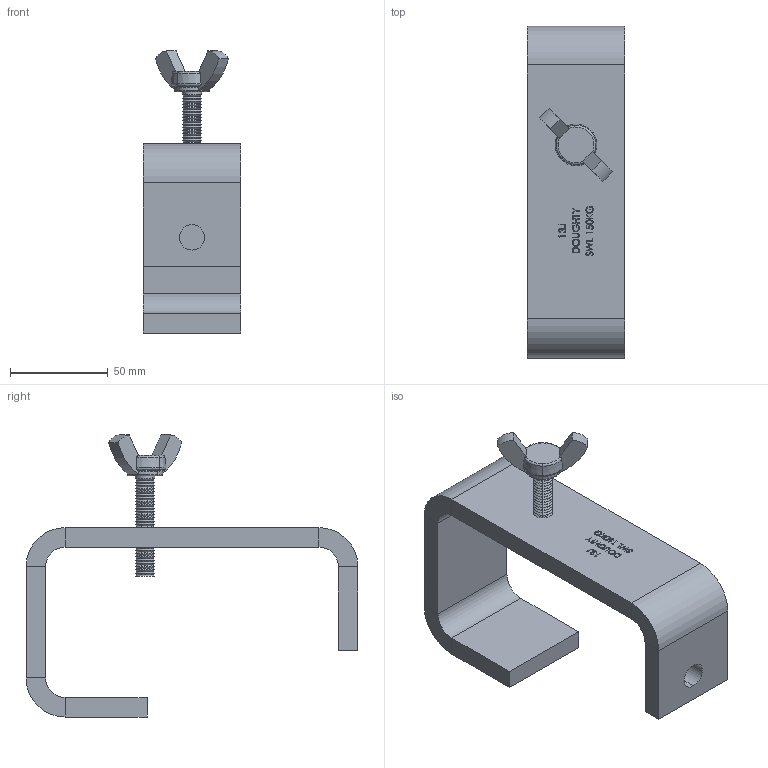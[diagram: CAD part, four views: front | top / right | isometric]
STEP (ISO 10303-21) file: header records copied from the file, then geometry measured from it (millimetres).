
FILE_DESCRIPTION (( 'STEP AP203' ), '1' );
FILE_NAME ('T21810.STEP', '2018-07-16T16:21:34', ( '' ), ( '' ), 'SwSTEP 2.0', 'SolidWorks 2016', '' );
FILE_SCHEMA (( 'CONFIG_CONTROL_DESIGN' ));
Length unit declared in the file: millimetre
Products named in the file (3): F980; TH199_TH1839; T21810
Assembly tree (2 placements, depth 2):
  T21810
    TH199_TH1839
    F980
Bounding box: 50 x 170 x 144.5 mm (x, y, z)
Volume: 178298.9 mm3; surface area: 46927.4 mm2
Topology: 2 solids, 2 shells, 409 faces, 1000 edges, 617 vertices
Faces by surface type: plane 166, cone 123, bspline 91, cylinder 18, torus 11
Entity records: 17535 total; most frequent: CARTESIAN_POINT 8192, ORIENTED_EDGE 2000, DIRECTION 1622, EDGE_CURVE 1000, VERTEX_POINT 617, LINE 616, VECTOR 616, AXIS2_PLACEMENT_3D 503
